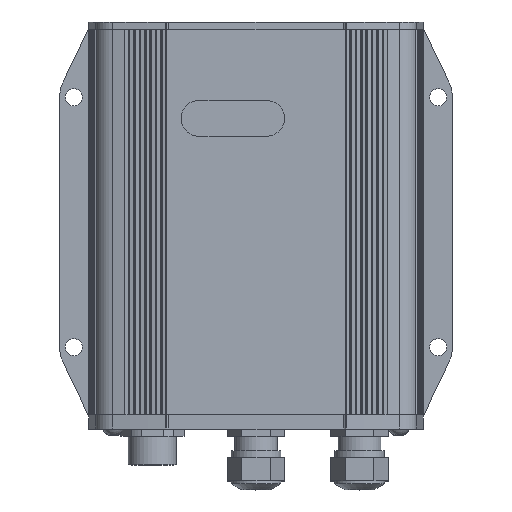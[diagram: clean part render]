
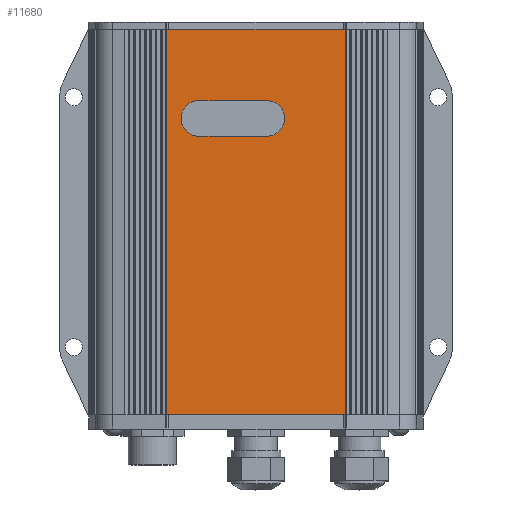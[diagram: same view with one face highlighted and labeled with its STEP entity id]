
A CAD part, top view. The second image highlights one B-rep face of the part: STEP entity #11680.
In plain terms, the highlighted planar face has unit normal (0, 0, 1).
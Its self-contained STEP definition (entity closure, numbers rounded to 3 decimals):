
#1102=CARTESIAN_POINT('',(-16.,55.,29.05));
#1103=VERTEX_POINT('',#1102);
#1110=CARTESIAN_POINT('',(-16.,45.,29.05));
#1111=VERTEX_POINT('',#1110);
#1112=CARTESIAN_POINT('',(-16.,50.,29.05));
#1113=DIRECTION('',(0.0,0.0,-1.0));
#1114=DIRECTION('',(1.0,0.0,0.0));
#1115=AXIS2_PLACEMENT_3D('',#1112,#1113,#1114);
#1116=CIRCLE('',#1115,5.0);
#1117=EDGE_CURVE('',#1111,#1103,#1116,.T.);
#1142=CARTESIAN_POINT('',(3.,45.,29.05));
#1143=VERTEX_POINT('',#1142);
#1144=CARTESIAN_POINT('',(3.,45.,29.05));
#1145=DIRECTION('',(-1.0,0.0,0.0));
#1146=VECTOR('',#1145,19.0);
#1147=LINE('',#1144,#1146);
#1148=EDGE_CURVE('',#1143,#1111,#1147,.T.);
#1174=CARTESIAN_POINT('',(3.,55.,29.05));
#1175=VERTEX_POINT('',#1174);
#1176=CARTESIAN_POINT('',(3.,50.,29.05));
#1177=DIRECTION('',(0.0,0.0,-1.0));
#1178=DIRECTION('',(1.0,0.0,0.0));
#1179=AXIS2_PLACEMENT_3D('',#1176,#1177,#1178);
#1180=CIRCLE('',#1179,5.0);
#1181=EDGE_CURVE('',#1175,#1143,#1180,.T.);
#1204=CARTESIAN_POINT('',(-16.,55.,29.05));
#1205=DIRECTION('',(1.0,0.0,0.0));
#1206=VECTOR('',#1205,19.0);
#1207=LINE('',#1204,#1206);
#1208=EDGE_CURVE('',#1103,#1175,#1207,.T.);
#2196=CARTESIAN_POINT('',(-25.0,75.0,29.05));
#2197=VERTEX_POINT('',#2196);
#2204=CARTESIAN_POINT('',(25.0,75.0,29.05));
#2205=VERTEX_POINT('',#2204);
#2206=CARTESIAN_POINT('',(-25.0,75.0,29.05));
#2207=DIRECTION('',(1.0,0.0,0.0));
#2208=VECTOR('',#2207,50.0);
#2209=LINE('',#2206,#2208);
#2210=EDGE_CURVE('',#2197,#2205,#2209,.T.);
#5441=CARTESIAN_POINT('',(25.0,-33.,29.05));
#5442=VERTEX_POINT('',#5441);
#5449=CARTESIAN_POINT('',(-25.0,-33.,29.05));
#5450=VERTEX_POINT('',#5449);
#5451=CARTESIAN_POINT('',(25.0,-33.,29.05));
#5452=DIRECTION('',(-1.0,0.0,0.0));
#5453=VECTOR('',#5452,50.0);
#5454=LINE('',#5451,#5453);
#5455=EDGE_CURVE('',#5442,#5450,#5454,.T.);
#10282=CARTESIAN_POINT('',(-25.0,75.0,29.05));
#10283=DIRECTION('',(0.0,-1.0,0.0));
#10284=VECTOR('',#10283,108.);
#10285=LINE('',#10282,#10284);
#10286=EDGE_CURVE('',#2197,#5450,#10285,.T.);
#11658=CARTESIAN_POINT('',(25.0,75.0,29.05));
#11659=DIRECTION('',(0.0,0.0,-1.0));
#11660=DIRECTION('',(-1.0,0.0,0.0));
#11661=AXIS2_PLACEMENT_3D('',#11658,#11659,#11660);
#11662=PLANE('',#11661);
#11663=ORIENTED_EDGE('',*,*,#5455,.F.);
#11664=CARTESIAN_POINT('',(25.0,75.0,29.05));
#11665=DIRECTION('',(0.0,-1.0,0.0));
#11666=VECTOR('',#11665,108.);
#11667=LINE('',#11664,#11666);
#11668=EDGE_CURVE('',#2205,#5442,#11667,.T.);
#11669=ORIENTED_EDGE('',*,*,#11668,.F.);
#11670=ORIENTED_EDGE('',*,*,#2210,.F.);
#11671=ORIENTED_EDGE('',*,*,#10286,.T.);
#11672=EDGE_LOOP('',(#11663,#11669,#11670,#11671));
#11673=FACE_OUTER_BOUND('',#11672,.T.);
#11674=ORIENTED_EDGE('',*,*,#1117,.T.);
#11675=ORIENTED_EDGE('',*,*,#1208,.T.);
#11676=ORIENTED_EDGE('',*,*,#1181,.T.);
#11677=ORIENTED_EDGE('',*,*,#1148,.T.);
#11678=EDGE_LOOP('',(#11674,#11675,#11676,#11677));
#11679=FACE_BOUND('',#11678,.T.);
#11680=ADVANCED_FACE('',(#11673,#11679),#11662,.F.);
